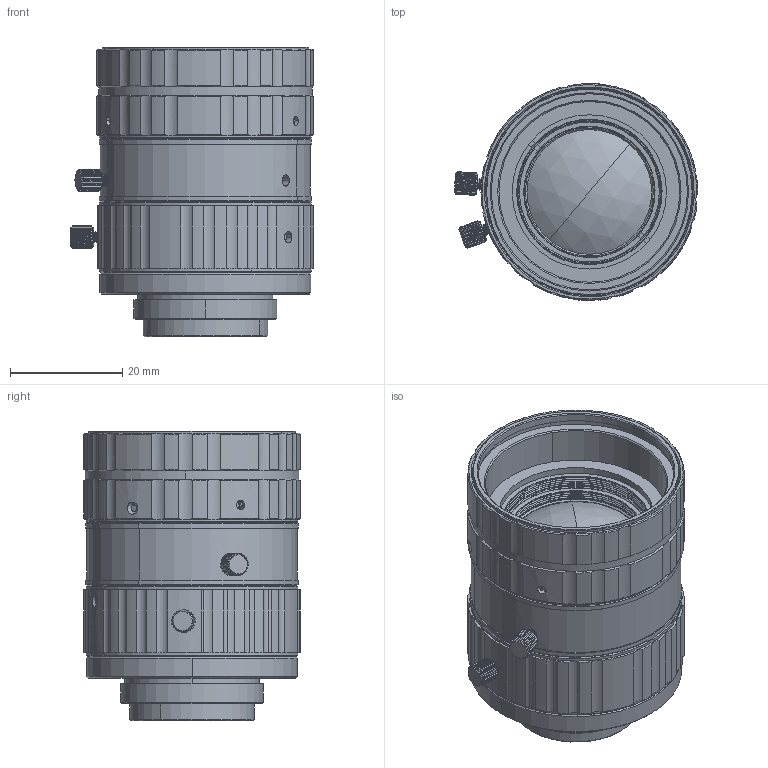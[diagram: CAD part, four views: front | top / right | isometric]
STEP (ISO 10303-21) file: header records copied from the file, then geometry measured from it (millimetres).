
FILE_DESCRIPTION (( 'STEP AP203' ), '1' );
FILE_NAME ('600066.STEP', '2022-02-16T07:23:35', ( '' ), ( '' ), 'SwSTEP 2.0', 'SolidWorks 2020', '' );
FILE_SCHEMA (( 'CONFIG_CONTROL_DESIGN' ));
Products named in the file (1): 600066
Bounding box: 43.36 x 38.6 x 51.54 mm (x, y, z)
Surface area: 14883 mm2 (no closed solid volume)
Topology: 0 solids, 16 shells, 1146 faces, 2988 edges, 1918 vertices
Faces by surface type: cylinder 539, plane 288, cone 267, bspline 29, torus 12, sphere 11
Entity records: 50170 total; most frequent: CARTESIAN_POINT 23373, ORIENTED_EDGE 5972, DIRECTION 5110, EDGE_CURVE 2988, AXIS2_PLACEMENT_3D 2063, VERTEX_POINT 1918, EDGE_LOOP 1200, FACE_OUTER_BOUND 1146
